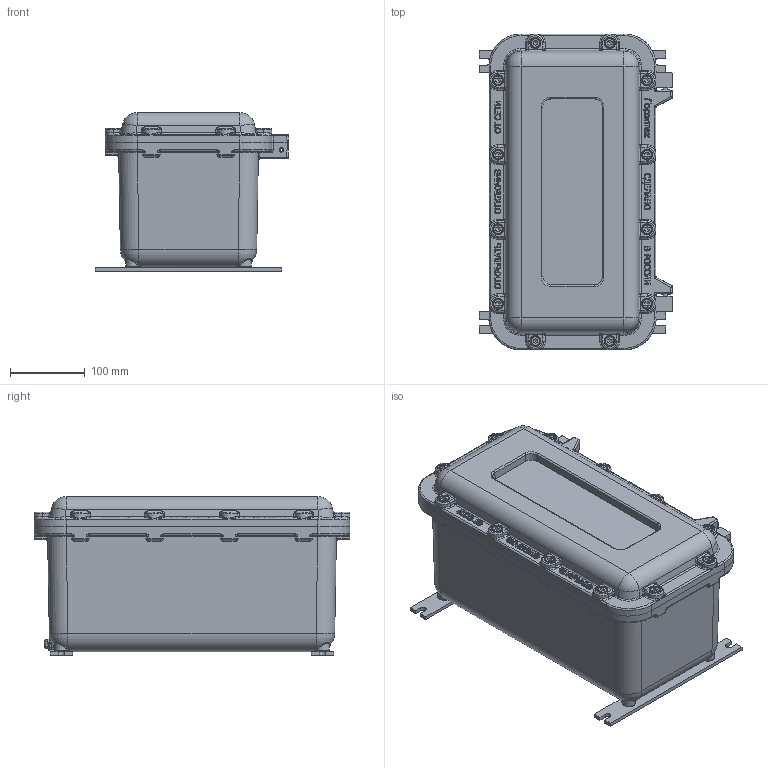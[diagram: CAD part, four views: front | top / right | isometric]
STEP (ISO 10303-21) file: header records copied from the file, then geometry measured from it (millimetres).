
FILE_DESCRIPTION((''),'2;1');
FILE_NAME('ЩОРВ422221-О2508.stp','2019-05-17T12:37:11',('L.A.Ronzhin'),(''),'Autodesk Inventor 2012','Autodesk Inventor 2012','');
FILE_SCHEMA(('CONFIG_CONTROL_DESIGN'));
Length unit declared in the file: millimetre
Products named in the file (1): ЩОРВ422221-О2508
Bounding box: 259.31 x 424 x 213 mm (x, y, z)
Volume: 14823175 mm3; surface area: 454975.3 mm2
Topology: 1 solids, 1 shells, 1871 faces, 4608 edges, 2797 vertices
Faces by surface type: plane 747, bspline 534, cylinder 393, sphere 90, torus 54, cone 53
Full cylindrical faces by diameter (mm): 3.9 x2, 6 x4, 6.647 x12, 7.9 x1, 8.2 x2, 13 x12, 15 x12, 15.24 x4
Entity records: 64768 total; most frequent: CARTESIAN_POINT 22402, ORIENTED_EDGE 8864, DIRECTION 7282, EDGE_CURVE 4432, VERTEX_POINT 2773, AXIS2_PLACEMENT_3D 2451, VECTOR 2380, LINE 2380
